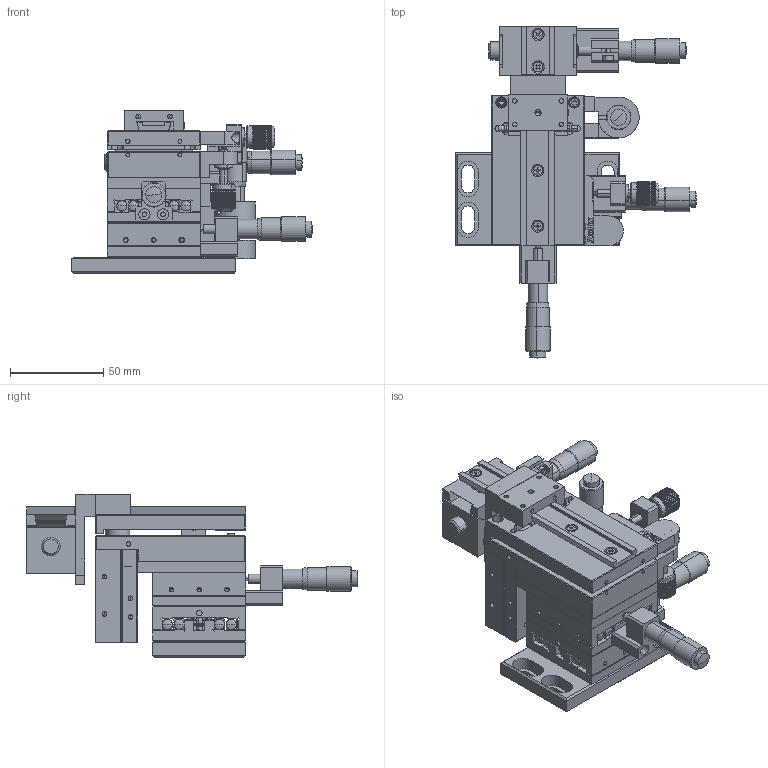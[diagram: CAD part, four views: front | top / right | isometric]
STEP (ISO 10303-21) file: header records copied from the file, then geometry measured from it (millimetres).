
FILE_DESCRIPTION (( 'STEP AP203' ), '1' );
FILE_NAME ('NFP-6561L.step', '2019-05-08T07:29:24', ( '' ), ( '' ), 'SwSTEP 2.0', 'SolidWorks 2017', '' );
FILE_SCHEMA (( 'CONFIG_CONTROL_DESIGN' ));
Length unit declared in the file: millimetre
Products named in the file (1): NFP-6561L
Bounding box: 129.5 x 178.4 x 88 mm (x, y, z)
Surface area: 127369.7 mm2 (no closed solid volume)
Topology: 0 solids, 151 shells, 1478 faces, 5840 edges, 4331 vertices
Faces by surface type: plane 864, cylinder 380, cone 126, torus 56, bspline 34, sphere 18
Entity records: 62399 total; most frequent: CARTESIAN_POINT 13808, DIRECTION 10176, ORIENTED_EDGE 8848, EDGE_CURVE 5749, VERTEX_POINT 4322, LINE 3424, VECTOR 3424, AXIS2_PLACEMENT_3D 3376
